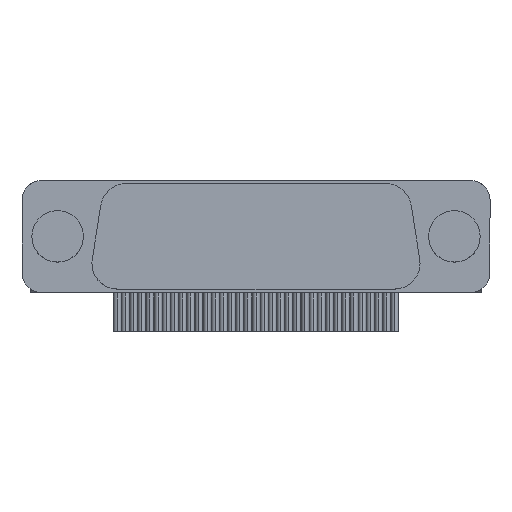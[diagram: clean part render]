
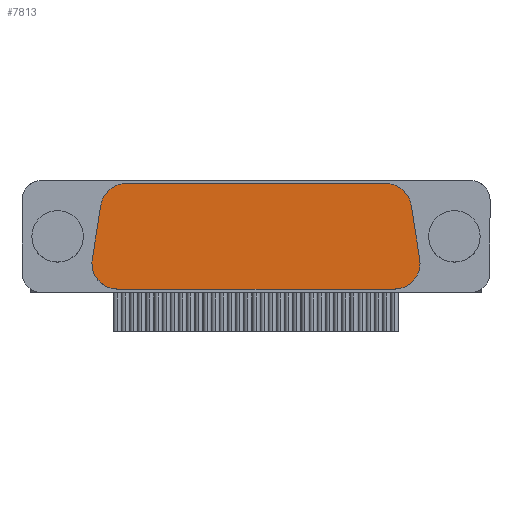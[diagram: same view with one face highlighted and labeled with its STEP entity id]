
A CAD part, top view. The second image highlights one B-rep face of the part: STEP entity #7813.
In plain terms, the highlighted planar face has unit normal (0, 0, 1).
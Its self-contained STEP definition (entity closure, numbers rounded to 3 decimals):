
#61 = DIRECTION ( 'NONE',  ( -0.155, 0.988, 0. ) ) ;
#97 = ORIENTED_EDGE ( 'NONE', *, *, #13483, .T. ) ;
#987 = DIRECTION ( 'NONE',  ( 0., 0., 1. ) ) ;
#1138 = EDGE_LOOP ( 'NONE', ( #16405, #5310, #13952, #97, #4250, #4572, #8839, #8912, #2241 ) ) ;
#1278 = DIRECTION ( 'NONE',  ( -1., 0., 0. ) ) ;
#1710 = AXIS2_PLACEMENT_3D ( 'NONE', #2385, #987, #2123 ) ;
#2123 = DIRECTION ( 'NONE',  ( 1., 0., 0. ) ) ;
#2241 = ORIENTED_EDGE ( 'NONE', *, *, #13143, .T. ) ;
#2385 = CARTESIAN_POINT ( 'NONE',  ( -10.761, 2.25, 7.3 ) ) ;
#2452 = CARTESIAN_POINT ( 'NONE',  ( -12.761, 2.25, 7.3 ) ) ;
#2456 = CARTESIAN_POINT ( 'NONE',  ( -10.1, 8.45, 7.3 ) ) ;
#2656 = EDGE_CURVE ( 'NONE', #16722, #4481, #4168, .T. ) ;
#2811 = EDGE_CURVE ( 'NONE', #6848, #6575, #5868, .T. ) ;
#2915 = LINE ( 'NONE', #4405, #8300 ) ;
#2953 = CIRCLE ( 'NONE', #15105, 2. ) ;
#3204 = VECTOR ( 'NONE', #15683, 1000. ) ;
#3497 = VERTEX_POINT ( 'NONE', #13083 ) ;
#4104 = DIRECTION ( 'NONE',  ( 0., 0., 1. ) ) ;
#4168 = LINE ( 'NONE', #14180, #5248 ) ;
#4250 = ORIENTED_EDGE ( 'NONE', *, *, #2656, .T. ) ;
#4405 = CARTESIAN_POINT ( 'NONE',  ( 11.81, 8.45, 7.3 ) ) ;
#4454 = VERTEX_POINT ( 'NONE', #15171 ) ;
#4481 = VERTEX_POINT ( 'NONE', #2456 ) ;
#4483 = DIRECTION ( 'NONE',  ( 1., 0., 0. ) ) ;
#4572 = ORIENTED_EDGE ( 'NONE', *, *, #8808, .T. ) ;
#5010 = VECTOR ( 'NONE', #10979, 1000. ) ;
#5125 = FACE_OUTER_BOUND ( 'NONE', #1138, .T. ) ;
#5248 = VECTOR ( 'NONE', #1278, 1000. ) ;
#5310 = ORIENTED_EDGE ( 'NONE', *, *, #13954, .T. ) ;
#5630 = CARTESIAN_POINT ( 'NONE',  ( -10.1, 6.45, 7.3 ) ) ;
#5699 = DIRECTION ( 'NONE',  ( 1., 0., 0. ) ) ;
#5784 = LINE ( 'NONE', #17064, #3204 ) ;
#5812 = EDGE_CURVE ( 'NONE', #13682, #4454, #5784, .T. ) ;
#5868 = CIRCLE ( 'NONE', #1710, 2. ) ;
#6149 = CARTESIAN_POINT ( 'NONE',  ( -10.761, 0.25, 7.3 ) ) ;
#6352 = LINE ( 'NONE', #11719, #5010 ) ;
#6575 = VERTEX_POINT ( 'NONE', #2452 ) ;
#6844 = CARTESIAN_POINT ( 'NONE',  ( 12.076, 6.761, 7.3 ) ) ;
#6848 = VERTEX_POINT ( 'NONE', #8391 ) ;
#7769 = DIRECTION ( 'NONE',  ( 0., 0., 1. ) ) ;
#7813 = ADVANCED_FACE ( 'NONE', ( #5125 ), #9135, .T. ) ;
#7919 = DIRECTION ( 'NONE',  ( 0., 0., 1. ) ) ;
#8090 = DIRECTION ( 'NONE',  ( 1., 0., 0. ) ) ;
#8300 = VECTOR ( 'NONE', #61, 1000. ) ;
#8391 = CARTESIAN_POINT ( 'NONE',  ( -12.736, 2.561, 7.3 ) ) ;
#8785 = CIRCLE ( 'NONE', #13524, 2. ) ;
#8808 = EDGE_CURVE ( 'NONE', #4481, #9086, #8785, .T. ) ;
#8839 = ORIENTED_EDGE ( 'NONE', *, *, #9656, .T. ) ;
#8894 = CARTESIAN_POINT ( 'NONE',  ( 10.761, 2.25, 7.3 ) ) ;
#8912 = ORIENTED_EDGE ( 'NONE', *, *, #2811, .T. ) ;
#9086 = VERTEX_POINT ( 'NONE', #10046 ) ;
#9135 = PLANE ( 'NONE',  #15871 ) ;
#9311 = DIRECTION ( 'NONE',  ( 0., 0., 1. ) ) ;
#9656 = EDGE_CURVE ( 'NONE', #9086, #6848, #6352, .T. ) ;
#9795 = AXIS2_PLACEMENT_3D ( 'NONE', #16340, #7919, #10882 ) ;
#10046 = CARTESIAN_POINT ( 'NONE',  ( -12.076, 6.761, 7.3 ) ) ;
#10078 = CARTESIAN_POINT ( 'NONE',  ( 10.1, 8.45, 7.3 ) ) ;
#10882 = DIRECTION ( 'NONE',  ( 1., 0., 0. ) ) ;
#10979 = DIRECTION ( 'NONE',  ( -0.155, -0.988, 0. ) ) ;
#11576 = CIRCLE ( 'NONE', #16867, 2. ) ;
#11719 = CARTESIAN_POINT ( 'NONE',  ( -11.81, 8.45, 7.3 ) ) ;
#12660 = DIRECTION ( 'NONE',  ( 0., 0., 1. ) ) ;
#13083 = CARTESIAN_POINT ( 'NONE',  ( 12.736, 2.561, 7.3 ) ) ;
#13143 = EDGE_CURVE ( 'NONE', #6575, #13682, #11576, .T. ) ;
#13432 = DIRECTION ( 'NONE',  ( 1., 0., 0. ) ) ;
#13483 = EDGE_CURVE ( 'NONE', #16759, #16722, #16230, .T. ) ;
#13524 = AXIS2_PLACEMENT_3D ( 'NONE', #5630, #12660, #4483 ) ;
#13682 = VERTEX_POINT ( 'NONE', #6149 ) ;
#13952 = ORIENTED_EDGE ( 'NONE', *, *, #14124, .T. ) ;
#13954 = EDGE_CURVE ( 'NONE', #4454, #3497, #2953, .T. ) ;
#14092 = CARTESIAN_POINT ( 'NONE',  ( -10.761, 2.25, 7.3 ) ) ;
#14124 = EDGE_CURVE ( 'NONE', #3497, #16759, #2915, .T. ) ;
#14180 = CARTESIAN_POINT ( 'NONE',  ( -11.81, 8.45, 7.3 ) ) ;
#15105 = AXIS2_PLACEMENT_3D ( 'NONE', #8894, #7769, #13432 ) ;
#15171 = CARTESIAN_POINT ( 'NONE',  ( 10.761, 0.25, 7.3 ) ) ;
#15683 = DIRECTION ( 'NONE',  ( 1., 0., 0. ) ) ;
#15871 = AXIS2_PLACEMENT_3D ( 'NONE', #17634, #9311, #8090 ) ;
#16230 = CIRCLE ( 'NONE', #9795, 2. ) ;
#16340 = CARTESIAN_POINT ( 'NONE',  ( 10.1, 6.45, 7.3 ) ) ;
#16405 = ORIENTED_EDGE ( 'NONE', *, *, #5812, .T. ) ;
#16722 = VERTEX_POINT ( 'NONE', #10078 ) ;
#16759 = VERTEX_POINT ( 'NONE', #6844 ) ;
#16867 = AXIS2_PLACEMENT_3D ( 'NONE', #14092, #4104, #5699 ) ;
#17064 = CARTESIAN_POINT ( 'NONE',  ( -13.1, 0.25, 7.3 ) ) ;
#17634 = CARTESIAN_POINT ( 'NONE',  ( 0., 0., 7.3 ) ) ;
